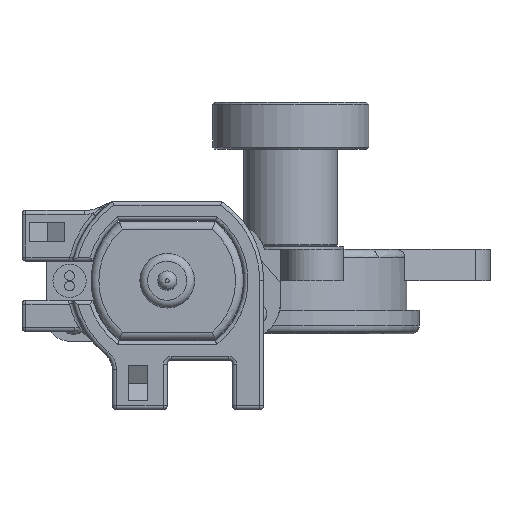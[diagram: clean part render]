
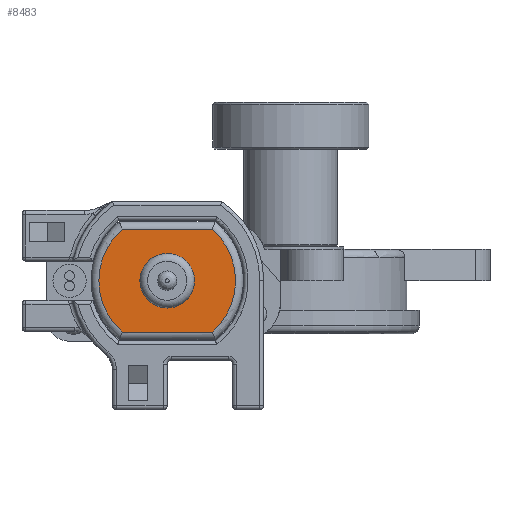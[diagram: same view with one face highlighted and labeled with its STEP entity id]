
A CAD part, left-side view. The second image highlights one B-rep face of the part: STEP entity #8483.
In plain terms, the highlighted planar face has unit normal (-1, 0, 0).
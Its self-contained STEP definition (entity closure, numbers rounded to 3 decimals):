
#325=FACE_BOUND('',#2550,.T.);
#407=PLANE('',#9045);
#645=LINE('',#12939,#1250);
#646=LINE('',#12942,#1251);
#1250=VECTOR('',#10148,1000.);
#1251=VECTOR('',#10151,1000.);
#2026=FACE_OUTER_BOUND('',#2549,.T.);
#2549=EDGE_LOOP('',(#5843,#5844,#5845,#5846));
#2550=EDGE_LOOP('',(#5847,#5848));
#3158=CIRCLE('',#9042,7.);
#3159=CIRCLE('',#9043,7.);
#3160=CIRCLE('',#9046,17.5);
#3161=CIRCLE('',#9047,17.5);
#3689=VERTEX_POINT('',#12928);
#3690=VERTEX_POINT('',#12929);
#3691=VERTEX_POINT('',#12935);
#3692=VERTEX_POINT('',#12936);
#3693=VERTEX_POINT('',#12938);
#3694=VERTEX_POINT('',#12940);
#4534=EDGE_CURVE('',#3689,#3690,#3158,.T.);
#4536=EDGE_CURVE('',#3690,#3689,#3159,.T.);
#4537=EDGE_CURVE('',#3691,#3692,#3160,.T.);
#4538=EDGE_CURVE('',#3692,#3693,#645,.T.);
#4539=EDGE_CURVE('',#3693,#3694,#3161,.T.);
#4540=EDGE_CURVE('',#3694,#3691,#646,.T.);
#5843=ORIENTED_EDGE('',*,*,#4537,.T.);
#5844=ORIENTED_EDGE('',*,*,#4538,.T.);
#5845=ORIENTED_EDGE('',*,*,#4539,.T.);
#5846=ORIENTED_EDGE('',*,*,#4540,.T.);
#5847=ORIENTED_EDGE('',*,*,#4534,.F.);
#5848=ORIENTED_EDGE('',*,*,#4536,.F.);
#8483=ADVANCED_FACE('',(#2026,#325),#407,.T.);
#9042=AXIS2_PLACEMENT_3D('',#12930,#10137,#10138);
#9043=AXIS2_PLACEMENT_3D('',#12932,#10140,#10141);
#9045=AXIS2_PLACEMENT_3D('',#12934,#10144,#10145);
#9046=AXIS2_PLACEMENT_3D('',#12937,#10146,#10147);
#9047=AXIS2_PLACEMENT_3D('',#12941,#10149,#10150);
#10137=DIRECTION('center_axis',(-1.,0.,0.));
#10138=DIRECTION('ref_axis',(0.,0.,1.));
#10140=DIRECTION('center_axis',(-1.,0.,0.));
#10141=DIRECTION('ref_axis',(0.,0.,1.));
#10144=DIRECTION('center_axis',(-1.,0.,0.));
#10145=DIRECTION('ref_axis',(0.,0.,1.));
#10146=DIRECTION('center_axis',(-1.,0.,0.));
#10147=DIRECTION('ref_axis',(0.,0.,1.));
#10148=DIRECTION('',(0.,-1.,0.));
#10149=DIRECTION('center_axis',(-1.,0.,0.));
#10150=DIRECTION('ref_axis',(0.,0.,1.));
#10151=DIRECTION('',(0.,1.,0.));
#12928=CARTESIAN_POINT('',(-108.95,31.658,-10.));
#12929=CARTESIAN_POINT('',(-108.95,31.658,4.));
#12930=CARTESIAN_POINT('Origin',(-108.95,31.658,-3.));
#12932=CARTESIAN_POINT('Origin',(-108.95,31.658,-3.));
#12934=CARTESIAN_POINT('Origin',(-108.95,31.658,-3.));
#12935=CARTESIAN_POINT('',(-108.95,43.205,10.15));
#12936=CARTESIAN_POINT('',(-108.95,43.205,-16.15));
#12937=CARTESIAN_POINT('Origin',(-108.95,31.658,-3.));
#12938=CARTESIAN_POINT('',(-108.95,20.112,-16.15));
#12939=CARTESIAN_POINT('',(-108.95,19.381,-16.15));
#12940=CARTESIAN_POINT('',(-108.95,20.112,10.15));
#12941=CARTESIAN_POINT('Origin',(-108.95,31.658,-3.));
#12942=CARTESIAN_POINT('',(-108.95,43.935,10.15));
